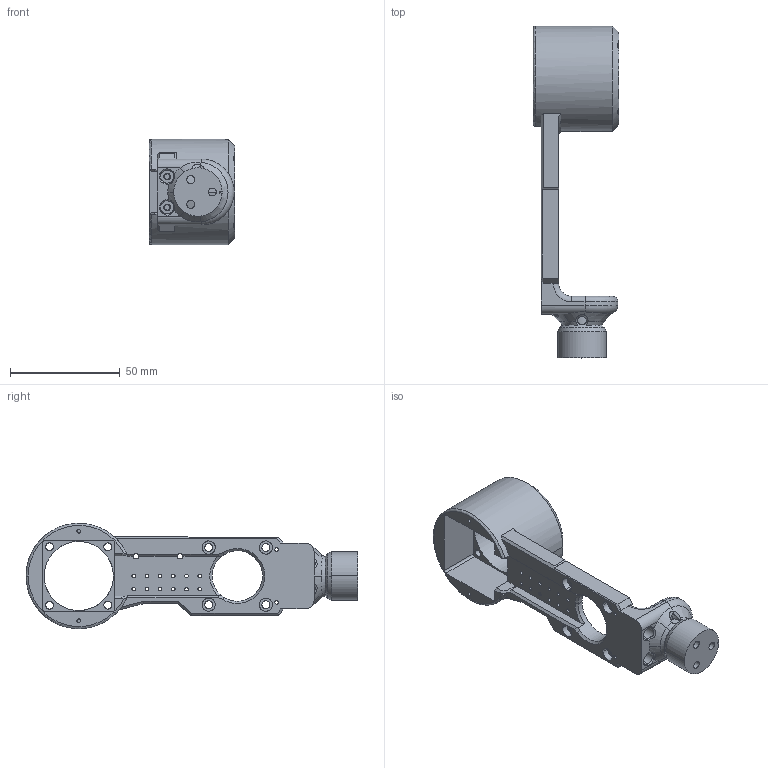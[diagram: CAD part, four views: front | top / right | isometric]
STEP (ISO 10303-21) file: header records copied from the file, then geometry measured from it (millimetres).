
FILE_DESCRIPTION (( 'STEP AP203' ), '1' );
FILE_NAME ('Joint5_Dummy v164 v2.STEP', '2023-12-05T01:43:17', ( '' ), ( '' ), 'SwSTEP 2.0', 'SolidWorks 2022', '' );
FILE_SCHEMA (( 'CONFIG_CONTROL_DESIGN' ));
Length unit declared in the file: millimetre
Products named in the file (1): Joint5_Dummy v164 v2
Bounding box: 39 x 151 x 47.93 mm (x, y, z)
Volume: 57053 mm3; surface area: 24928.8 mm2
Topology: 1 solids, 1 shells, 251 faces, 700 edges, 457 vertices
Faces by surface type: cylinder 120, plane 82, bspline 22, cone 20, torus 7
Entity records: 14214 total; most frequent: CARTESIAN_POINT 8719, ORIENTED_EDGE 1400, EDGE_CURVE 700, DIRECTION 638, B_SPLINE_CURVE_WITH_KNOTS 543, VERTEX_POINT 457, EDGE_LOOP 315, ADVANCED_FACE 251
